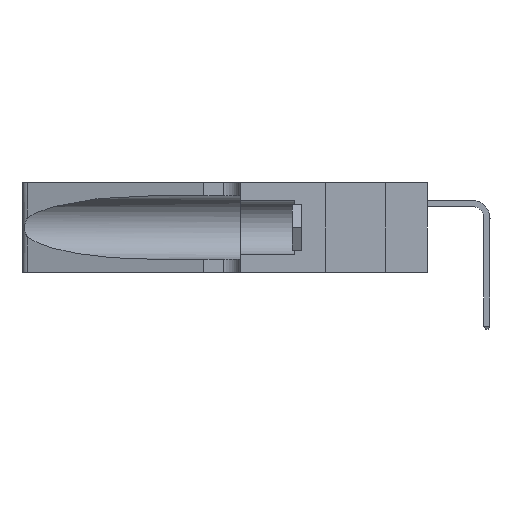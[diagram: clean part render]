
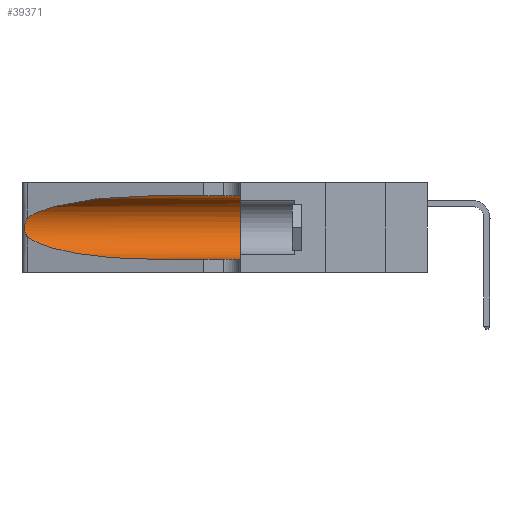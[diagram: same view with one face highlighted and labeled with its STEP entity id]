
A CAD part, left-side view. The second image highlights one B-rep face of the part: STEP entity #39371.
In plain terms, the highlighted cylindrical face has radius 3.308 mm (diameter 6.617 mm), a partial arc.
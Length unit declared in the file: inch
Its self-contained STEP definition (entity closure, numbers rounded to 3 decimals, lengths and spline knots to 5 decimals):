
#1987 = EDGE_CURVE ( 'NONE', #37598, #6005, #3734, .T. ) ;
#2350 = CARTESIAN_POINT ( 'NONE',  ( 0.26018, 1.23835, 0.19895 ) ) ;
#2564 = ORIENTED_EDGE ( 'NONE', *, *, #36888, .F. ) ;
#3352 = CARTESIAN_POINT ( 'NONE',  ( 0.1305, 1.61858, 0.185 ) ) ;
#3734 = CIRCLE ( 'NONE', #15614, 0.13025 ) ;
#5168 = LINE ( 'NONE', #28080, #6398 ) ;
#5459 = CARTESIAN_POINT ( 'NONE',  ( 0.1305, 0.72297, 0.05475 ) ) ;
#6005 = VERTEX_POINT ( 'NONE', #29913 ) ;
#6284 = CARTESIAN_POINT ( 'NONE',  ( 0.26075, 1.23896, 0.178 ) ) ;
#6398 = VECTOR ( 'NONE', #20357, 39.37008 ) ;
#7393 =( BOUNDED_CURVE ( )  B_SPLINE_CURVE ( 3, ( #9229, #32272, #28598, #5459 ),
 .UNSPECIFIED., .F., .F. ) 
 B_SPLINE_CURVE_WITH_KNOTS ( ( 4, 4 ),
 ( 3.44316, 4.71239 ),
 .UNSPECIFIED. ) 
 CURVE ( )  GEOMETRIC_REPRESENTATION_ITEM ( )  RATIONAL_B_SPLINE_CURVE ( ( 1., 0.87, 0.87, 1. ) ) 
 REPRESENTATION_ITEM ( '' )  );
#7546 = EDGE_CURVE ( 'NONE', #14558, #6005, #5168, .T. ) ;
#8783 = DIRECTION ( 'NONE',  ( 0., 1., 0. ) ) ;
#9072 = CYLINDRICAL_SURFACE ( 'NONE', #27065, 0.13025 ) ;
#9229 = CARTESIAN_POINT ( 'NONE',  ( 0.25487, 1.22718, 0.14631 ) ) ;
#9307 = CARTESIAN_POINT ( 'NONE',  ( 0.1305, 0.72297, 0.31525 ) ) ;
#10149 = EDGE_CURVE ( 'NONE', #45783, #27100, #37374, .T. ) ;
#10226 = CARTESIAN_POINT ( 'NONE',  ( 0.25856, 1.23593, 0.16098 ) ) ;
#11041 = DIRECTION ( 'NONE',  ( 0., 0., -1. ) ) ;
#11902 = CARTESIAN_POINT ( 'NONE',  ( 0.25487, 1.22718, 0.14631 ) ) ;
#13693 = EDGE_CURVE ( 'NONE', #27100, #14558, #7393, .T. ) ;
#14101 = CARTESIAN_POINT ( 'NONE',  ( 0.25639, 1.23186, 0.15144 ) ) ;
#14558 = VERTEX_POINT ( 'NONE', #45158 ) ;
#15180 = ORIENTED_EDGE ( 'NONE', *, *, #10149, .T. ) ;
#15614 = AXIS2_PLACEMENT_3D ( 'NONE', #31833, #8783, #35714 ) ;
#17054 = CARTESIAN_POINT ( 'NONE',  ( 0.18966, 0.96281, 0.31525 ) ) ;
#17972 = CARTESIAN_POINT ( 'NONE',  ( 0.25487, 1.22718, 0.14631 ) ) ;
#20357 = DIRECTION ( 'NONE',  ( 0., -1., 0. ) ) ;
#20825 =( BOUNDED_CURVE ( )  B_SPLINE_CURVE ( 3, ( #9307, #17054, #47839, #24816 ),
 .UNSPECIFIED., .F., .F. ) 
 B_SPLINE_CURVE_WITH_KNOTS ( ( 4, 4 ),
 ( 1.5708, 2.84003 ),
 .UNSPECIFIED. ) 
 CURVE ( )  GEOMETRIC_REPRESENTATION_ITEM ( )  RATIONAL_B_SPLINE_CURVE ( ( 1., 0.87, 0.87, 1. ) ) 
 REPRESENTATION_ITEM ( '' )  );
#21681 = CARTESIAN_POINT ( 'NONE',  ( 0.25487, 1.22718, 0.22369 ) ) ;
#22907 = CARTESIAN_POINT ( 'NONE',  ( 0.25487, 1.22718, 0.22369 ) ) ;
#23031 = CARTESIAN_POINT ( 'NONE',  ( 0.1305, 1.61858, 0.31525 ) ) ;
#24816 = CARTESIAN_POINT ( 'NONE',  ( 0.25487, 1.22718, 0.22369 ) ) ;
#25549 = CARTESIAN_POINT ( 'NONE',  ( 0.25854, 1.2359, 0.20912 ) ) ;
#25806 = CARTESIAN_POINT ( 'NONE',  ( 0.1305, 0.72297, 0.31525 ) ) ;
#26532 = DIRECTION ( 'NONE',  ( 0., -1., 0. ) ) ;
#26765 = ORIENTED_EDGE ( 'NONE', *, *, #13693, .T. ) ;
#27065 = AXIS2_PLACEMENT_3D ( 'NONE', #3352, #26532, #11041 ) ;
#27100 = VERTEX_POINT ( 'NONE', #11902 ) ;
#27864 = EDGE_CURVE ( 'NONE', #49920, #45783, #20825, .T. ) ;
#28080 = CARTESIAN_POINT ( 'NONE',  ( 0.1305, 1.61858, 0.05475 ) ) ;
#28598 = CARTESIAN_POINT ( 'NONE',  ( 0.18966, 0.96281, 0.05475 ) ) ;
#29424 = CARTESIAN_POINT ( 'NONE',  ( 0.26075, 1.23896, 0.19203 ) ) ;
#29913 = CARTESIAN_POINT ( 'NONE',  ( 0.1305, 0.35, 0.05475 ) ) ;
#30812 = ORIENTED_EDGE ( 'NONE', *, *, #27864, .T. ) ;
#31833 = CARTESIAN_POINT ( 'NONE',  ( 0.1305, 0.35, 0.185 ) ) ;
#32272 = CARTESIAN_POINT ( 'NONE',  ( 0.2373, 1.15595, 0.08982 ) ) ;
#33264 = CARTESIAN_POINT ( 'NONE',  ( 0.26017, 1.23833, 0.17102 ) ) ;
#33962 = VECTOR ( 'NONE', #42171, 39.37008 ) ;
#35169 = LINE ( 'NONE', #23031, #33962 ) ;
#35714 = DIRECTION ( 'NONE',  ( 0., 0., 1. ) ) ;
#36888 = EDGE_CURVE ( 'NONE', #49920, #37598, #35169, .T. ) ;
#37135 = CARTESIAN_POINT ( 'NONE',  ( 0.25789, 1.23486, 0.15765 ) ) ;
#37374 = B_SPLINE_CURVE_WITH_KNOTS ( 'NONE', 3,
 ( #21681, #44724, #40829, #48589, #25549, #2350, #29424, #6284, #33264, #10226, #37135, #14101, #41004, #17972 ),
 .UNSPECIFIED., .F., .F.,
 ( 4, 2, 2, 2, 2, 2, 4 ),
 ( 0., 0.00027, 0.00053, 0.00107, 0.0016, 0.00187, 0.00214 ),
 .UNSPECIFIED. ) ;
#37598 = VERTEX_POINT ( 'NONE', #42773 ) ;
#38789 = ORIENTED_EDGE ( 'NONE', *, *, #1987, .F. ) ;
#38896 = EDGE_LOOP ( 'NONE', ( #30812, #15180, #26765, #47213, #38789, #2564 ) ) ;
#39371 = ADVANCED_FACE ( 'NONE', ( #39752 ), #9072, .F. ) ;
#39752 = FACE_OUTER_BOUND ( 'NONE', #38896, .T. ) ;
#40829 = CARTESIAN_POINT ( 'NONE',  ( 0.25639, 1.23184, 0.21858 ) ) ;
#41004 = CARTESIAN_POINT ( 'NONE',  ( 0.25555, 1.22993, 0.14849 ) ) ;
#42171 = DIRECTION ( 'NONE',  ( 0., -1., 0. ) ) ;
#42773 = CARTESIAN_POINT ( 'NONE',  ( 0.1305, 0.35, 0.31525 ) ) ;
#44724 = CARTESIAN_POINT ( 'NONE',  ( 0.25555, 1.22994, 0.2215 ) ) ;
#45158 = CARTESIAN_POINT ( 'NONE',  ( 0.1305, 0.72297, 0.05475 ) ) ;
#45783 = VERTEX_POINT ( 'NONE', #22907 ) ;
#47213 = ORIENTED_EDGE ( 'NONE', *, *, #7546, .T. ) ;
#47839 = CARTESIAN_POINT ( 'NONE',  ( 0.2373, 1.15595, 0.28018 ) ) ;
#48589 = CARTESIAN_POINT ( 'NONE',  ( 0.25787, 1.23484, 0.2124 ) ) ;
#49920 = VERTEX_POINT ( 'NONE', #25806 ) ;
